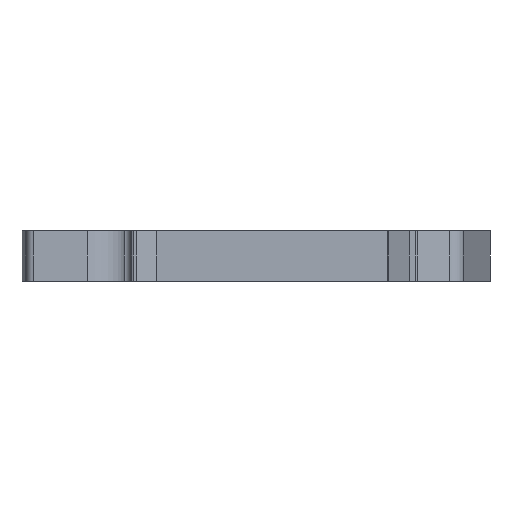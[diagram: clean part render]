
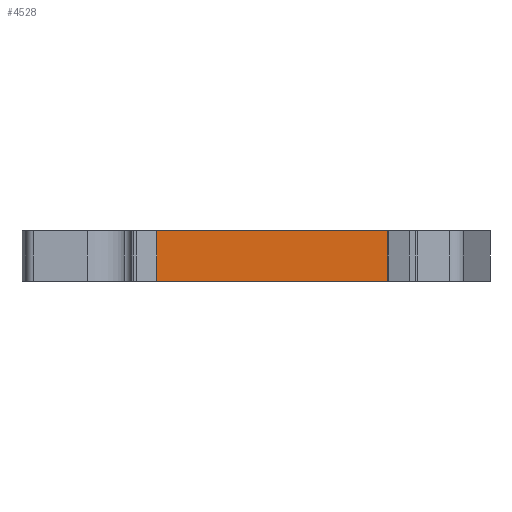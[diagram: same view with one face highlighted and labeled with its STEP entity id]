
A CAD part, front view. The second image highlights one B-rep face of the part: STEP entity #4528.
In plain terms, the highlighted planar face has unit normal (0, -1, 0).
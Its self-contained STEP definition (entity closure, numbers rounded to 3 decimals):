
#136 = AXIS2_PLACEMENT_3D ( 'NONE', #3164, #7800, #3840 ) ;
#510 = CARTESIAN_POINT ( 'NONE',  ( 16.4, 6.6, 6. ) ) ;
#623 = DIRECTION ( 'NONE',  ( 0., 0., 1. ) ) ;
#707 = LINE ( 'NONE', #3381, #7591 ) ;
#833 = EDGE_CURVE ( 'NONE', #3298, #3818, #6718, .T. ) ;
#1126 = EDGE_LOOP ( 'NONE', ( #2941, #7826, #4340, #2644 ) ) ;
#1159 = EDGE_CURVE ( 'NONE', #3066, #5676, #707, .T. ) ;
#1316 = LINE ( 'NONE', #5976, #1741 ) ;
#1531 = VECTOR ( 'NONE', #7554, 1000. ) ;
#1537 = CARTESIAN_POINT ( 'NONE',  ( -0.104, 6.6, 0. ) ) ;
#1741 = VECTOR ( 'NONE', #623, 1000. ) ;
#1805 = PLANE ( 'NONE',  #136 ) ;
#1988 = EDGE_CURVE ( 'NONE', #3818, #5676, #8185, .T. ) ;
#2644 = ORIENTED_EDGE ( 'NONE', *, *, #1988, .T. ) ;
#2912 = CARTESIAN_POINT ( 'NONE',  ( 16.4, 6.6, -1.021 ) ) ;
#2938 = CARTESIAN_POINT ( 'NONE',  ( -11.856, 6.6, 0. ) ) ;
#2941 = ORIENTED_EDGE ( 'NONE', *, *, #1159, .F. ) ;
#3066 = VERTEX_POINT ( 'NONE', #4570 ) ;
#3164 = CARTESIAN_POINT ( 'NONE',  ( -0.104, 6.6, 6. ) ) ;
#3185 = VECTOR ( 'NONE', #4909, 1000. ) ;
#3298 = VERTEX_POINT ( 'NONE', #2938 ) ;
#3381 = CARTESIAN_POINT ( 'NONE',  ( -14.425, 6.6, 6. ) ) ;
#3818 = VERTEX_POINT ( 'NONE', #6561 ) ;
#3840 = DIRECTION ( 'NONE',  ( 0., 0., 1. ) ) ;
#4340 = ORIENTED_EDGE ( 'NONE', *, *, #833, .T. ) ;
#4528 = ADVANCED_FACE ( 'NONE', ( #8494 ), #1805, .F. ) ;
#4570 = CARTESIAN_POINT ( 'NONE',  ( -11.856, 6.6, 6. ) ) ;
#4909 = DIRECTION ( 'NONE',  ( 1., 0., 0. ) ) ;
#5676 = VERTEX_POINT ( 'NONE', #510 ) ;
#5785 = EDGE_CURVE ( 'NONE', #3298, #3066, #1316, .T. ) ;
#5976 = CARTESIAN_POINT ( 'NONE',  ( -11.856, 6.6, -3.15 ) ) ;
#6059 = DIRECTION ( 'NONE',  ( 1., 0., 0. ) ) ;
#6561 = CARTESIAN_POINT ( 'NONE',  ( 16.4, 6.6, 0. ) ) ;
#6718 = LINE ( 'NONE', #1537, #3185 ) ;
#7554 = DIRECTION ( 'NONE',  ( 0., 0., 1. ) ) ;
#7591 = VECTOR ( 'NONE', #6059, 1000. ) ;
#7800 = DIRECTION ( 'NONE',  ( 0., 1., 0. ) ) ;
#7826 = ORIENTED_EDGE ( 'NONE', *, *, #5785, .F. ) ;
#8185 = LINE ( 'NONE', #2912, #1531 ) ;
#8494 = FACE_OUTER_BOUND ( 'NONE', #1126, .T. ) ;
